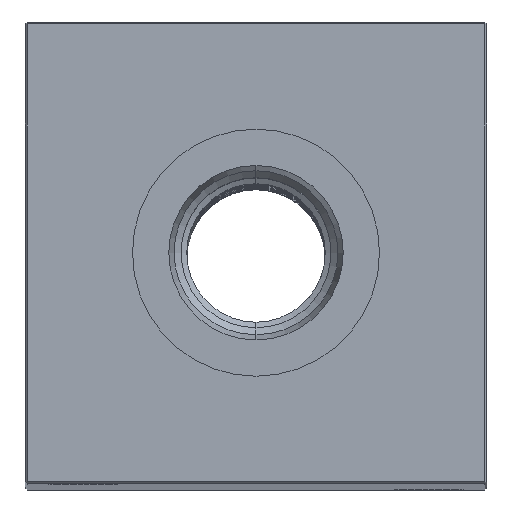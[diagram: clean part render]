
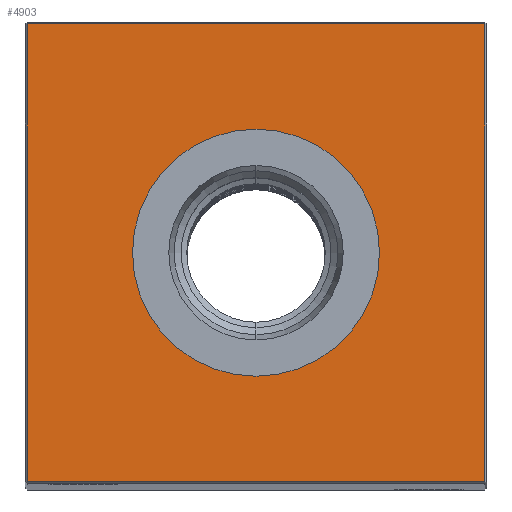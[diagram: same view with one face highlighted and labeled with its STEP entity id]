
A CAD part, top view. The second image highlights one B-rep face of the part: STEP entity #4903.
In plain terms, the highlighted planar face has unit normal (0, 0, 1).
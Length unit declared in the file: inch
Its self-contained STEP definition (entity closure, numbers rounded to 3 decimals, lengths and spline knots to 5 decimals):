
#352 = CARTESIAN_POINT ( 'NONE',  ( 1.24, 0., 20.5 ) ) ;
#1270 = ORIENTED_EDGE ( 'NONE', *, *, #14148, .T. ) ;
#1930 = LINE ( 'NONE', #14772, #18694 ) ;
#2534 = DIRECTION ( 'NONE',  ( 0., 1., 0. ) ) ;
#3842 = AXIS2_PLACEMENT_3D ( 'NONE', #27366, #18185, #9479 ) ;
#4762 = CARTESIAN_POINT ( 'NONE',  ( 1.24, -1.24, 20.5 ) ) ;
#4847 = DIRECTION ( 'NONE',  ( 0., 0., -1. ) ) ;
#4903 = ADVANCED_FACE ( 'NONE', ( #28149, #27644 ), #32719, .F. ) ;
#4950 = EDGE_CURVE ( 'NONE', #22837, #14569, #27801, .T. ) ;
#5468 = VERTEX_POINT ( 'NONE', #4762 ) ;
#7329 = DIRECTION ( 'NONE',  ( 0., 0., -1. ) ) ;
#7765 = ORIENTED_EDGE ( 'NONE', *, *, #29585, .T. ) ;
#9479 = DIRECTION ( 'NONE',  ( -1., 0., 0. ) ) ;
#9593 = DIRECTION ( 'NONE',  ( -1., 0., 0. ) ) ;
#10047 = DIRECTION ( 'NONE',  ( -1., 0., 0. ) ) ;
#11401 = CIRCLE ( 'NONE', #3842, 0.66929 ) ;
#13696 = CARTESIAN_POINT ( 'NONE',  ( 1.24, 1.24, 20.5 ) ) ;
#13861 = CARTESIAN_POINT ( 'NONE',  ( 0., 0.66929, 20.5 ) ) ;
#14148 = EDGE_CURVE ( 'NONE', #30089, #23409, #11401, .T. ) ;
#14569 = VERTEX_POINT ( 'NONE', #27584 ) ;
#14772 = CARTESIAN_POINT ( 'NONE',  ( 0., 1.24, 20.5 ) ) ;
#14944 = CARTESIAN_POINT ( 'NONE',  ( 0., -1.24, 20.5 ) ) ;
#14983 = EDGE_CURVE ( 'NONE', #5468, #16600, #30731, .T. ) ;
#16600 = VERTEX_POINT ( 'NONE', #13696 ) ;
#17972 = LINE ( 'NONE', #14944, #29608 ) ;
#18185 = DIRECTION ( 'NONE',  ( 0., 0., -1. ) ) ;
#18347 = DIRECTION ( 'NONE',  ( 0., -1., 0. ) ) ;
#18694 = VECTOR ( 'NONE', #10047, 39.37008 ) ;
#19314 = EDGE_LOOP ( 'NONE', ( #1270, #27003 ) ) ;
#19688 = CARTESIAN_POINT ( 'NONE',  ( -1.24, 1.24, 20.5 ) ) ;
#20151 = DIRECTION ( 'NONE',  ( -1., 0., 0. ) ) ;
#20192 = CARTESIAN_POINT ( 'NONE',  ( -1.24, 0., 20.5 ) ) ;
#21609 = EDGE_LOOP ( 'NONE', ( #27976, #7765, #32192, #26555 ) ) ;
#22837 = VERTEX_POINT ( 'NONE', #19688 ) ;
#23210 = EDGE_CURVE ( 'NONE', #16600, #22837, #1930, .T. ) ;
#23409 = VERTEX_POINT ( 'NONE', #29885 ) ;
#24900 = VECTOR ( 'NONE', #18347, 39.37008 ) ;
#25970 = AXIS2_PLACEMENT_3D ( 'NONE', #30848, #4847, #9593 ) ;
#26555 = ORIENTED_EDGE ( 'NONE', *, *, #23210, .T. ) ;
#27003 = ORIENTED_EDGE ( 'NONE', *, *, #28932, .T. ) ;
#27366 = CARTESIAN_POINT ( 'NONE',  ( 0., 0., 20.5 ) ) ;
#27584 = CARTESIAN_POINT ( 'NONE',  ( -1.24, -1.24, 20.5 ) ) ;
#27644 = FACE_BOUND ( 'NONE', #19314, .T. ) ;
#27801 = LINE ( 'NONE', #20192, #24900 ) ;
#27976 = ORIENTED_EDGE ( 'NONE', *, *, #4950, .T. ) ;
#28149 = FACE_OUTER_BOUND ( 'NONE', #21609, .T. ) ;
#28275 = DIRECTION ( 'NONE',  ( 1., 0., 0. ) ) ;
#28932 = EDGE_CURVE ( 'NONE', #23409, #30089, #31199, .T. ) ;
#29585 = EDGE_CURVE ( 'NONE', #14569, #5468, #17972, .T. ) ;
#29608 = VECTOR ( 'NONE', #28275, 39.37008 ) ;
#29885 = CARTESIAN_POINT ( 'NONE',  ( 0., -0.66929, 20.5 ) ) ;
#30089 = VERTEX_POINT ( 'NONE', #13861 ) ;
#30304 = CARTESIAN_POINT ( 'NONE',  ( 0., 0., 20.5 ) ) ;
#30731 = LINE ( 'NONE', #352, #31374 ) ;
#30848 = CARTESIAN_POINT ( 'NONE',  ( 0., 0., 20.5 ) ) ;
#31199 = CIRCLE ( 'NONE', #32282, 0.66929 ) ;
#31374 = VECTOR ( 'NONE', #2534, 39.37008 ) ;
#32192 = ORIENTED_EDGE ( 'NONE', *, *, #14983, .T. ) ;
#32282 = AXIS2_PLACEMENT_3D ( 'NONE', #30304, #7329, #20151 ) ;
#32719 = PLANE ( 'NONE',  #25970 ) ;
